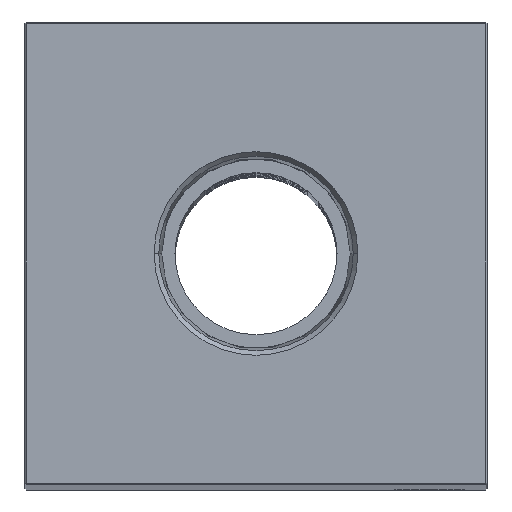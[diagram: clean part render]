
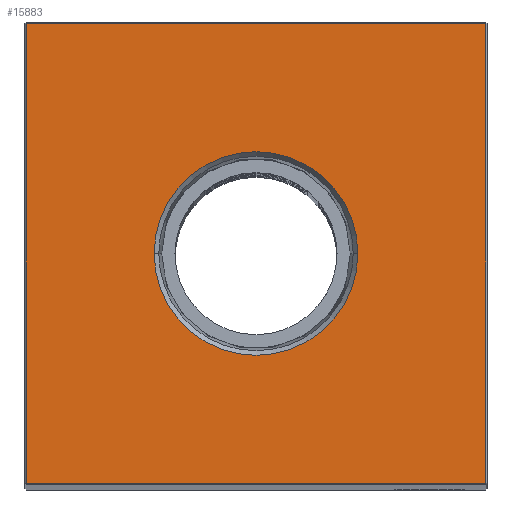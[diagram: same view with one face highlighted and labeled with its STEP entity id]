
A CAD part, top view. The second image highlights one B-rep face of the part: STEP entity #15883.
In plain terms, the highlighted planar face has unit normal (0, 0, 1).
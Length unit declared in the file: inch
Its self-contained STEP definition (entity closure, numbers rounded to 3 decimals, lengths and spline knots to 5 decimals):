
#281 = VERTEX_POINT ( 'NONE', #20998 ) ;
#397 = LINE ( 'NONE', #8664, #20723 ) ;
#1560 = DIRECTION ( 'NONE',  ( 0., 0., 1. ) ) ;
#2286 = CARTESIAN_POINT ( 'NONE',  ( 0.5499, 0., 15.5 ) ) ;
#2671 = EDGE_CURVE ( 'NONE', #21330, #14810, #12624, .T. ) ;
#3692 = EDGE_LOOP ( 'NONE', ( #18155, #23569 ) ) ;
#4828 = CARTESIAN_POINT ( 'NONE',  ( 0., 0., 15.5 ) ) ;
#5531 = CIRCLE ( 'NONE', #26214, 0.5499 ) ;
#6156 = EDGE_CURVE ( 'NONE', #11131, #6262, #6396, .T. ) ;
#6262 = VERTEX_POINT ( 'NONE', #24764 ) ;
#6396 = LINE ( 'NONE', #14352, #8273 ) ;
#8273 = VECTOR ( 'NONE', #10448, 39.37008 ) ;
#8491 = DIRECTION ( 'NONE',  ( 0., 0., -1. ) ) ;
#8621 = FACE_BOUND ( 'NONE', #3692, .T. ) ;
#8664 = CARTESIAN_POINT ( 'NONE',  ( 0., -1.24, 15.5 ) ) ;
#8694 = CARTESIAN_POINT ( 'NONE',  ( 1.24, -1.24, 15.5 ) ) ;
#8883 = VECTOR ( 'NONE', #23415, 39.37008 ) ;
#9233 = CARTESIAN_POINT ( 'NONE',  ( -1.24, 0., 15.5 ) ) ;
#10448 = DIRECTION ( 'NONE',  ( -1., 0., 0. ) ) ;
#10931 = EDGE_LOOP ( 'NONE', ( #18313, #20777, #13177, #25639 ) ) ;
#11131 = VERTEX_POINT ( 'NONE', #17463 ) ;
#11833 = CARTESIAN_POINT ( 'NONE',  ( 0., 0., 15.5 ) ) ;
#12289 = VERTEX_POINT ( 'NONE', #8694 ) ;
#12624 = CIRCLE ( 'NONE', #16069, 0.5499 ) ;
#12793 = PLANE ( 'NONE',  #14648 ) ;
#12971 = CARTESIAN_POINT ( 'NONE',  ( 0., 0., 15.5 ) ) ;
#13056 = FACE_OUTER_BOUND ( 'NONE', #10931, .T. ) ;
#13062 = EDGE_CURVE ( 'NONE', #14810, #21330, #5531, .T. ) ;
#13177 = ORIENTED_EDGE ( 'NONE', *, *, #14801, .T. ) ;
#14352 = CARTESIAN_POINT ( 'NONE',  ( 0., 1.24, 15.5 ) ) ;
#14648 = AXIS2_PLACEMENT_3D ( 'NONE', #4828, #8491, #21298 ) ;
#14801 = EDGE_CURVE ( 'NONE', #12289, #11131, #18627, .T. ) ;
#14810 = VERTEX_POINT ( 'NONE', #2286 ) ;
#15883 = ADVANCED_FACE ( 'NONE', ( #13056, #8621 ), #12793, .F. ) ;
#16069 = AXIS2_PLACEMENT_3D ( 'NONE', #12971, #17024, #18915 ) ;
#17024 = DIRECTION ( 'NONE',  ( 0., 0., 1. ) ) ;
#17463 = CARTESIAN_POINT ( 'NONE',  ( 1.24, 1.24, 15.5 ) ) ;
#17644 = EDGE_CURVE ( 'NONE', #281, #12289, #397, .T. ) ;
#18155 = ORIENTED_EDGE ( 'NONE', *, *, #13062, .F. ) ;
#18313 = ORIENTED_EDGE ( 'NONE', *, *, #23067, .T. ) ;
#18491 = DIRECTION ( 'NONE',  ( 1., 0., 0. ) ) ;
#18627 = LINE ( 'NONE', #24979, #24986 ) ;
#18915 = DIRECTION ( 'NONE',  ( 1., 0., 0. ) ) ;
#19484 = LINE ( 'NONE', #9233, #8883 ) ;
#20723 = VECTOR ( 'NONE', #18491, 39.37008 ) ;
#20777 = ORIENTED_EDGE ( 'NONE', *, *, #17644, .T. ) ;
#20998 = CARTESIAN_POINT ( 'NONE',  ( -1.24, -1.24, 15.5 ) ) ;
#21298 = DIRECTION ( 'NONE',  ( -1., 0., 0. ) ) ;
#21330 = VERTEX_POINT ( 'NONE', #22520 ) ;
#22520 = CARTESIAN_POINT ( 'NONE',  ( -0.5499, 0., 15.5 ) ) ;
#23067 = EDGE_CURVE ( 'NONE', #6262, #281, #19484, .T. ) ;
#23096 = DIRECTION ( 'NONE',  ( 0., 1., 0. ) ) ;
#23415 = DIRECTION ( 'NONE',  ( 0., -1., 0. ) ) ;
#23569 = ORIENTED_EDGE ( 'NONE', *, *, #2671, .F. ) ;
#24764 = CARTESIAN_POINT ( 'NONE',  ( -1.24, 1.24, 15.5 ) ) ;
#24979 = CARTESIAN_POINT ( 'NONE',  ( 1.24, 0., 15.5 ) ) ;
#24986 = VECTOR ( 'NONE', #23096, 39.37008 ) ;
#25639 = ORIENTED_EDGE ( 'NONE', *, *, #6156, .T. ) ;
#26214 = AXIS2_PLACEMENT_3D ( 'NONE', #11833, #1560, #26269 ) ;
#26269 = DIRECTION ( 'NONE',  ( 1., 0., 0. ) ) ;
